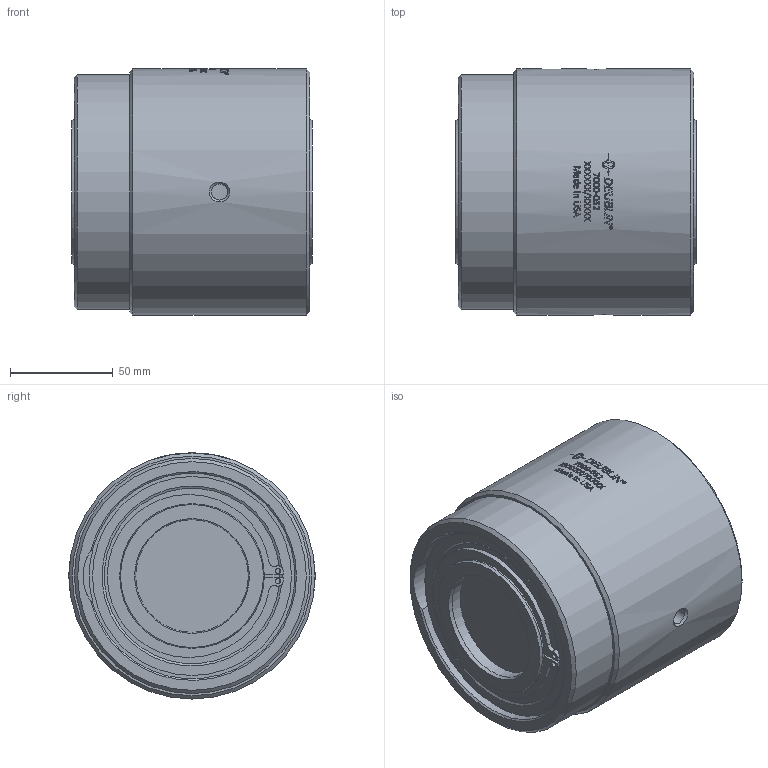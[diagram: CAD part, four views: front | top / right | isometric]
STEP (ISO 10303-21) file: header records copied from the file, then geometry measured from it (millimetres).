
FILE_DESCRIPTION(/* description */ (''),/* implementation_level */ '2;1');
FILE_NAME(/* name */ '7000-052-IC.stp',/* time_stamp */ '2020-05-20T11:38:11-05:00',/* author */ ('dyurkovich'),/* organization */ (''),/* preprocessor_version */ 'ST-DEVELOPER v18',/* originating_system */ 'Autodesk Inventor 2020',/* authorisation */ '');
FILE_SCHEMA (('AUTOMOTIVE_DESIGN { 1 0 10303 214 3 1 1 }'));
Length unit declared in the file: millimetre
Products named in the file (1): 7000-052-IC
Bounding box: 116.84 x 119.63 x 119.63 mm (x, y, z)
Volume: 1203009 mm3; surface area: 86152.4 mm2
Topology: 1 solids, 1 shells, 705 faces, 1890 edges, 1265 vertices
Faces by surface type: bspline 443, plane 135, cylinder 104, cone 23
Full cylindrical faces by diameter (mm): 2.489 x4, 7.798 x1, 7.95 x2, 54.788 x2, 66.243 x2, 70.282 x1, 70.358 x2, 92.49 x1, 96.698 x1, 98.501 x1, 114.3 x1, 119.634 x1
Entity records: 39840 total; most frequent: CARTESIAN_POINT 23961, ORIENTED_EDGE 3780, DIRECTION 2319, EDGE_CURVE 1890, VERTEX_POINT 1265, AXIS2_PLACEMENT_3D 816, EDGE_LOOP 785, FACE_OUTER_BOUND 705
